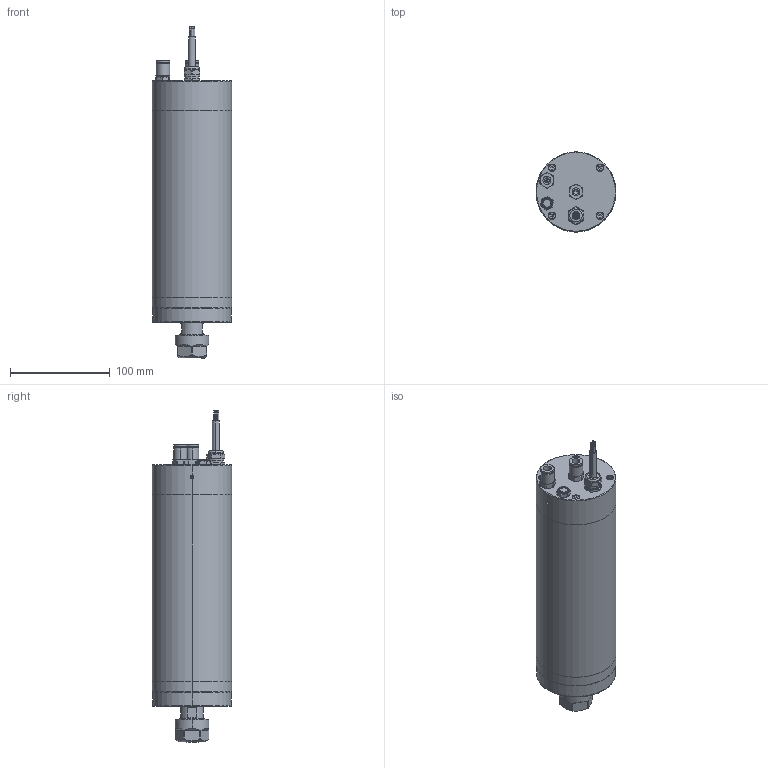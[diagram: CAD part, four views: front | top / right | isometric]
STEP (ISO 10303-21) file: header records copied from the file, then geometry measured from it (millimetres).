
FILE_DESCRIPTION (( 'STEP AP214' ), '1' );
FILE_NAME ('GDK80Y-15Z-2.5三维.STEP', '2025-04-05T05:17:08', ( '00' ), ( '' ), 'SwSTEP 2.0', 'SolidWorks 2018', '' );
FILE_SCHEMA (( 'AUTOMOTIVE_DESIGN' ));
Length unit declared in the file: millimetre
Products named in the file (33): GBT70.1_M3¡Á10; ER20-12芠標; GBT70.1_M4¡Á10; 蛌赽粣; GBT70.1_M4¡Á16; 堤盄釱; GDK80Y-15Z-2.5三维; 詩杶; 傷裔; 秏秞ん-BSLM01; 粣; 儂褲; GBT70.1_M4¡Á35; 儂褲窒璃; 萇擢尨砩; ER20-12標簽; M12x1.25踢扽跡擘芛S16-耳8; ヶ蹟譫; 滅鳥欶; GBT78_M4｡ﾁ4; YONG RUI D8辦脣ァ郲RC1-8; ER20A蹟簽
Assembly tree (34 placements, depth 3):
  GDK80Y-15Z-2.5三维
    儂褲窒璃
      儂褲
      詩杶
    蛌赽粣
      粣
    堤盄釱
    傷裔
    ヶ蹟譫
    滅鳥欶
    ER20-12標簽
      ER20A蹟簽
      ER20-12芠標
    YONG RUI D8辦脣ァ郲RC1-8  x2
    M12x1.25踢扽跡擘芛S16-耳8
    GBT70.1_M4¡Á35
    GBT70.1_M4¡Á35
    GBT70.1_M4¡Á35
    GBT70.1_M4¡Á35
    GBT70.1_M4¡Á16
    GBT70.1_M4¡Á16
    GBT70.1_M4¡Á16
    GBT70.1_M4¡Á16
    GBT70.1_M4¡Á10
    GBT70.1_M4¡Á10
    GBT70.1_M4¡Á10
    GBT70.1_M4¡Á10
    GBT70.1_M3¡Á10  x4
    萇擢尨砩
    GBT78_M4｡ﾁ4
    秏秞ん-BSLM01
  GBT70.1_M3¡Á10
  GBT70.1_M4¡Á10
Bounding box: 80 x 80 x 332.66 mm (x, y, z)
Volume: 515699.3 mm3; surface area: 275473.3 mm2
Topology: 37 solids, 37 shells, 1076 faces, 2725 edges, 1727 vertices
Faces by surface type: cylinder 422, plane 393, cone 203, bspline 58
Entity records: 43838 total; most frequent: CARTESIAN_POINT 8476, DIRECTION 4976, ORIENTED_EDGE 4872, EDGE_CURVE 2436, AXIS2_PLACEMENT_3D 1994, VERTEX_POINT 1588, EDGE_LOOP 1136, UNCERTAINTY_MEASURE_WITH_UNIT 1052
